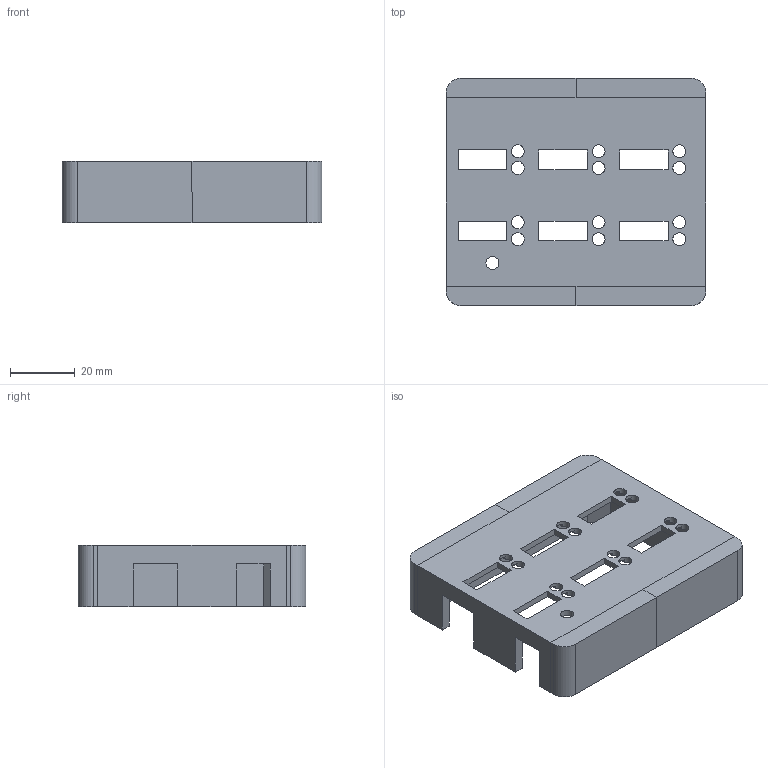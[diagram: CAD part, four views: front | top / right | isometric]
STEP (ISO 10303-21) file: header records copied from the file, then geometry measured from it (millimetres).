
FILE_DESCRIPTION(('FreeCAD Model'),'2;1');
FILE_NAME('ICSP_Housing_Top.step','2019-10-03T15:32:26',(''),(''), 'Open CASCADE STEP processor 7.3','FreeCAD','Unknown');
FILE_SCHEMA(('AUTOMOTIVE_DESIGN { 1 0 10303 214 1 1 1 1 }'));
Length unit declared in the file: millimetre
Products named in the file (1): MultiTransform001
Bounding box: 80.5 x 70.5 x 19 mm (x, y, z)
Volume: 29487.4 mm3; surface area: 25276.6 mm2
Topology: 1 solids, 1 shells, 165 faces, 483 edges, 313 vertices
Faces by surface type: plane 140, cylinder 25
Full cylindrical faces by diameter (mm): 2.5 x4, 4 x13
Entity records: 5514 total; most frequent: ORIENTED_EDGE 962, CARTESIAN_POINT 959, DIRECTION 915, EDGE_CURVE 481, LINE 379, VECTOR 379, VERTEX_POINT 312, AXIS2_PLACEMENT_3D 268
